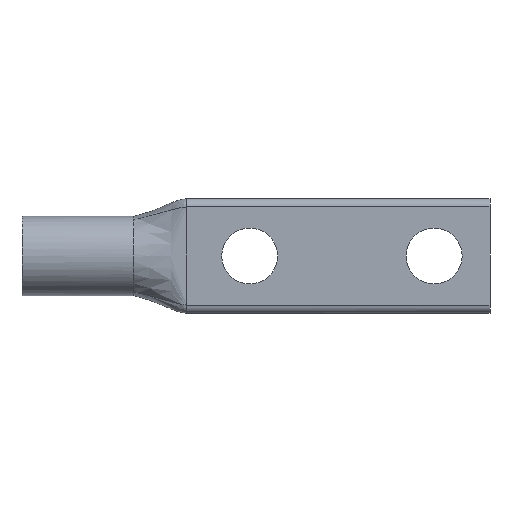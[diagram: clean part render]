
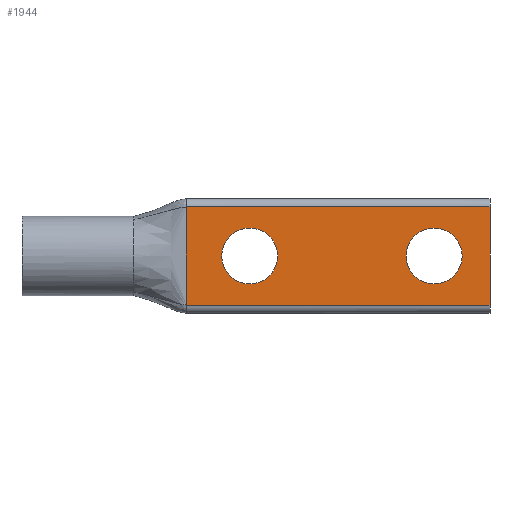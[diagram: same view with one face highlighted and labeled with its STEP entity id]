
A CAD part, front view. The second image highlights one B-rep face of the part: STEP entity #1944.
In plain terms, the highlighted planar face has unit normal (0, -1, 0).
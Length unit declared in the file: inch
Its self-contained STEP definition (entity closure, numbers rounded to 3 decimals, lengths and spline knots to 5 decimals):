
#36 = LINE ( 'NONE', #1414, #661 ) ;
#42 = CARTESIAN_POINT ( 'NONE',  ( 3.91, 0., 0. ) ) ;
#107 = ORIENTED_EDGE ( 'NONE', *, *, #1042, .T. ) ;
#149 = VERTEX_POINT ( 'NONE', #1900 ) ;
#159 = CARTESIAN_POINT ( 'NONE',  ( 5.54168, 0., 0. ) ) ;
#177 = FACE_BOUND ( 'NONE', #450, .T. ) ;
#190 = AXIS2_PLACEMENT_3D ( 'NONE', #1579, #664, #493 ) ;
#197 = DIRECTION ( 'NONE',  ( 0., 0., -1. ) ) ;
#231 = CARTESIAN_POINT ( 'NONE',  ( 3.91, 0., -0.2655 ) ) ;
#251 = AXIS2_PLACEMENT_3D ( 'NONE', #1572, #2032, #946 ) ;
#269 = CARTESIAN_POINT ( 'NONE',  ( 4.44, 0., 0.465 ) ) ;
#276 = CARTESIAN_POINT ( 'NONE',  ( 2.16, 0., 0. ) ) ;
#283 = LINE ( 'NONE', #931, #524 ) ;
#287 = CIRCLE ( 'NONE', #251, 0.2655 ) ;
#316 = PLANE ( 'NONE',  #1990 ) ;
#353 = VECTOR ( 'NONE', #1278, 39.37008 ) ;
#388 = EDGE_CURVE ( 'NONE', #1167, #2031, #36, .T. ) ;
#396 = VERTEX_POINT ( 'NONE', #1259 ) ;
#443 = ORIENTED_EDGE ( 'NONE', *, *, #1796, .F. ) ;
#450 = EDGE_LOOP ( 'NONE', ( #1071, #1049 ) ) ;
#475 = ORIENTED_EDGE ( 'NONE', *, *, #1731, .T. ) ;
#493 = DIRECTION ( 'NONE',  ( 0., 0., 1. ) ) ;
#504 = ORIENTED_EDGE ( 'NONE', *, *, #692, .T. ) ;
#524 = VECTOR ( 'NONE', #1540, 39.37008 ) ;
#544 = VERTEX_POINT ( 'NONE', #231 ) ;
#588 = CIRCLE ( 'NONE', #1759, 0.2655 ) ;
#599 = EDGE_CURVE ( 'NONE', #2052, #1954, #287, .T. ) ;
#611 = EDGE_CURVE ( 'NONE', #1954, #2052, #1988, .T. ) ;
#661 = VECTOR ( 'NONE', #2047, 39.37008 ) ;
#664 = DIRECTION ( 'NONE',  ( 0., 1., 0. ) ) ;
#666 = LINE ( 'NONE', #1592, #1202 ) ;
#692 = EDGE_CURVE ( 'NONE', #396, #544, #588, .T. ) ;
#838 = DIRECTION ( 'NONE',  ( 0., 0., 1. ) ) ;
#931 = CARTESIAN_POINT ( 'NONE',  ( 5.54168, 0., 0.465 ) ) ;
#946 = DIRECTION ( 'NONE',  ( 0., 0., 1. ) ) ;
#1042 = EDGE_CURVE ( 'NONE', #544, #396, #1822, .T. ) ;
#1049 = ORIENTED_EDGE ( 'NONE', *, *, #611, .T. ) ;
#1071 = ORIENTED_EDGE ( 'NONE', *, *, #599, .T. ) ;
#1116 = DIRECTION ( 'NONE',  ( -1., 0., 0. ) ) ;
#1154 = ORIENTED_EDGE ( 'NONE', *, *, #1470, .T. ) ;
#1160 = CARTESIAN_POINT ( 'NONE',  ( 2.16, 0., 0.2655 ) ) ;
#1167 = VERTEX_POINT ( 'NONE', #269 ) ;
#1202 = VECTOR ( 'NONE', #1116, 39.37008 ) ;
#1225 = VERTEX_POINT ( 'NONE', #1700 ) ;
#1226 = DIRECTION ( 'NONE',  ( 0., 0., 1. ) ) ;
#1259 = CARTESIAN_POINT ( 'NONE',  ( 3.91, 0., 0.2655 ) ) ;
#1278 = DIRECTION ( 'NONE',  ( 0., 0., -1. ) ) ;
#1293 = FACE_OUTER_BOUND ( 'NONE', #1563, .T. ) ;
#1334 = EDGE_LOOP ( 'NONE', ( #504, #107 ) ) ;
#1392 = ORIENTED_EDGE ( 'NONE', *, *, #388, .F. ) ;
#1414 = CARTESIAN_POINT ( 'NONE',  ( 4.44, 0., 0. ) ) ;
#1431 = LINE ( 'NONE', #1461, #353 ) ;
#1461 = CARTESIAN_POINT ( 'NONE',  ( 1.56, 0., 0. ) ) ;
#1470 = EDGE_CURVE ( 'NONE', #149, #1225, #1431, .T. ) ;
#1476 = CARTESIAN_POINT ( 'NONE',  ( 2.16, 0., -0.2655 ) ) ;
#1540 = DIRECTION ( 'NONE',  ( -1., 0., 0. ) ) ;
#1563 = EDGE_LOOP ( 'NONE', ( #475, #1154, #443, #1392 ) ) ;
#1570 = FACE_BOUND ( 'NONE', #1334, .T. ) ;
#1572 = CARTESIAN_POINT ( 'NONE',  ( 2.16, 0., 0. ) ) ;
#1579 = CARTESIAN_POINT ( 'NONE',  ( 3.91, 0., 0. ) ) ;
#1592 = CARTESIAN_POINT ( 'NONE',  ( 5.54168, 0., -0.465 ) ) ;
#1632 = DIRECTION ( 'NONE',  ( 0., -1., 0. ) ) ;
#1696 = DIRECTION ( 'NONE',  ( 0., 1., 0. ) ) ;
#1700 = CARTESIAN_POINT ( 'NONE',  ( 1.56, 0., -0.465 ) ) ;
#1731 = EDGE_CURVE ( 'NONE', #1167, #149, #283, .T. ) ;
#1759 = AXIS2_PLACEMENT_3D ( 'NONE', #42, #1920, #838 ) ;
#1796 = EDGE_CURVE ( 'NONE', #2031, #1225, #666, .T. ) ;
#1813 = CARTESIAN_POINT ( 'NONE',  ( 4.44, 0., -0.465 ) ) ;
#1822 = CIRCLE ( 'NONE', #190, 0.2655 ) ;
#1852 = AXIS2_PLACEMENT_3D ( 'NONE', #276, #1696, #1226 ) ;
#1900 = CARTESIAN_POINT ( 'NONE',  ( 1.56, 0., 0.465 ) ) ;
#1920 = DIRECTION ( 'NONE',  ( 0., 1., 0. ) ) ;
#1944 = ADVANCED_FACE ( 'NONE', ( #1293, #177, #1570 ), #316, .T. ) ;
#1954 = VERTEX_POINT ( 'NONE', #1476 ) ;
#1988 = CIRCLE ( 'NONE', #1852, 0.2655 ) ;
#1990 = AXIS2_PLACEMENT_3D ( 'NONE', #159, #1632, #197 ) ;
#2031 = VERTEX_POINT ( 'NONE', #1813 ) ;
#2032 = DIRECTION ( 'NONE',  ( 0., 1., 0. ) ) ;
#2047 = DIRECTION ( 'NONE',  ( 0., 0., -1. ) ) ;
#2052 = VERTEX_POINT ( 'NONE', #1160 ) ;
